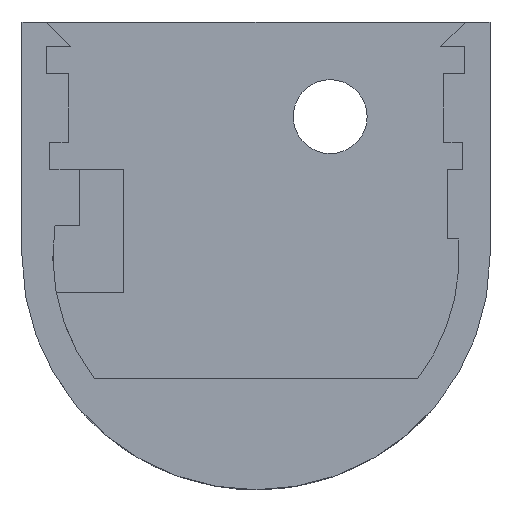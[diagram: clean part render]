
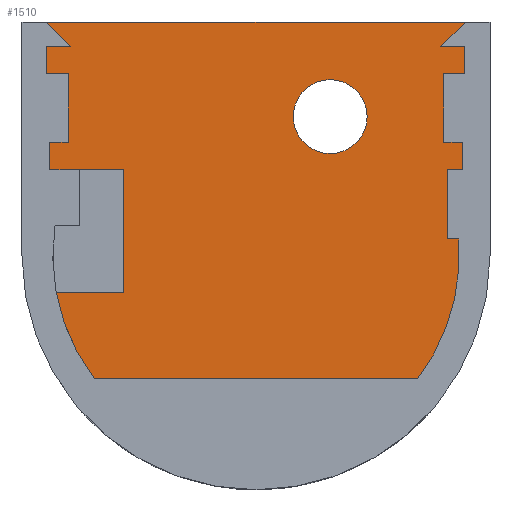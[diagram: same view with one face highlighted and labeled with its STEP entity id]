
A CAD part, front view. The second image highlights one B-rep face of the part: STEP entity #1510.
In plain terms, the highlighted planar face has unit normal (0, -1, 0).
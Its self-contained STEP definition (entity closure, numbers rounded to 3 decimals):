
#157 = VERTEX_POINT('',#158);
#158 = CARTESIAN_POINT('',(33.759,54.,11.966));
#716 = VERTEX_POINT('',#717);
#717 = CARTESIAN_POINT('',(-0.259,54.,11.966));
#723 = EDGE_CURVE('',#157,#716,#724,.T.);
#724 = LINE('',#725,#726);
#725 = CARTESIAN_POINT('',(35.75,54.,11.966));
#726 = VECTOR('',#727,1.);
#727 = DIRECTION('',(-1.,0.,0.));
#829 = VERTEX_POINT('',#830);
#830 = CARTESIAN_POINT('',(0.525,54.,-10.));
#836 = EDGE_CURVE('',#829,#837,#839,.T.);
#837 = VERTEX_POINT('',#838);
#838 = CARTESIAN_POINT('',(3.626,54.,-17.));
#839 = CIRCLE('',#840,16.5);
#840 = AXIS2_PLACEMENT_3D('',#841,#842,#843);
#841 = CARTESIAN_POINT('',(16.75,54.,-7.));
#842 = DIRECTION('',(0.,-1.,0.));
#843 = DIRECTION('',(1.,0.,0.));
#861 = EDGE_CURVE('',#862,#837,#864,.T.);
#862 = VERTEX_POINT('',#863);
#863 = CARTESIAN_POINT('',(29.874,54.,-17.));
#864 = LINE('',#865,#866);
#865 = CARTESIAN_POINT('',(10.504,54.,-17.));
#866 = VECTOR('',#867,1.);
#867 = DIRECTION('',(-1.,0.,0.));
#885 = EDGE_CURVE('',#862,#886,#888,.T.);
#886 = VERTEX_POINT('',#887);
#887 = CARTESIAN_POINT('',(33.194,54.,-5.636));
#888 = CIRCLE('',#889,16.5);
#889 = AXIS2_PLACEMENT_3D('',#890,#891,#892);
#890 = CARTESIAN_POINT('',(16.75,54.,-7.));
#891 = DIRECTION('',(0.,-1.,0.));
#892 = DIRECTION('',(1.,0.,0.));
#910 = VERTEX_POINT('',#911);
#911 = CARTESIAN_POINT('',(32.266,54.,-5.636));
#917 = EDGE_CURVE('',#886,#910,#918,.T.);
#918 = LINE('',#919,#920);
#919 = CARTESIAN_POINT('',(24.824,54.,-5.636));
#920 = VECTOR('',#921,1.);
#921 = DIRECTION('',(-1.,0.,0.));
#934 = VERTEX_POINT('',#935);
#935 = CARTESIAN_POINT('',(32.266,54.,0.));
#941 = EDGE_CURVE('',#910,#934,#942,.T.);
#942 = LINE('',#943,#944);
#943 = CARTESIAN_POINT('',(32.266,54.,-1.375));
#944 = VECTOR('',#945,1.);
#945 = DIRECTION('',(0.,0.,1.));
#958 = VERTEX_POINT('',#959);
#959 = CARTESIAN_POINT('',(33.5,54.,0.));
#965 = EDGE_CURVE('',#934,#958,#966,.T.);
#966 = LINE('',#967,#968);
#967 = CARTESIAN_POINT('',(25.441,54.,0.));
#968 = VECTOR('',#969,1.);
#969 = DIRECTION('',(1.,0.,0.));
#982 = EDGE_CURVE('',#983,#958,#985,.T.);
#983 = VERTEX_POINT('',#984);
#984 = CARTESIAN_POINT('',(33.5,54.,2.2));
#985 = LINE('',#986,#987);
#986 = CARTESIAN_POINT('',(33.5,54.,-1.375));
#987 = VECTOR('',#988,1.);
#988 = DIRECTION('',(0.,0.,-1.));
#1006 = EDGE_CURVE('',#1007,#983,#1009,.T.);
#1007 = VERTEX_POINT('',#1008);
#1008 = CARTESIAN_POINT('',(32.,54.,2.2));
#1009 = LINE('',#1010,#1011);
#1010 = CARTESIAN_POINT('',(25.441,54.,2.2));
#1011 = VECTOR('',#1012,1.);
#1012 = DIRECTION('',(1.,0.,0.));
#1030 = EDGE_CURVE('',#1031,#1007,#1033,.T.);
#1031 = VERTEX_POINT('',#1032);
#1032 = CARTESIAN_POINT('',(32.,54.,7.8));
#1033 = LINE('',#1034,#1035);
#1034 = CARTESIAN_POINT('',(32.,54.,-0.275));
#1035 = VECTOR('',#1036,1.);
#1036 = DIRECTION('',(0.,0.,-1.));
#1054 = EDGE_CURVE('',#1055,#1031,#1057,.T.);
#1055 = VERTEX_POINT('',#1056);
#1056 = CARTESIAN_POINT('',(33.719,54.,7.8));
#1057 = LINE('',#1058,#1059);
#1058 = CARTESIAN_POINT('',(24.691,54.,7.8));
#1059 = VECTOR('',#1060,1.);
#1060 = DIRECTION('',(-1.,0.,0.));
#1078 = EDGE_CURVE('',#1079,#1055,#1081,.T.);
#1079 = VERTEX_POINT('',#1080);
#1080 = CARTESIAN_POINT('',(33.719,54.,10.));
#1081 = LINE('',#1082,#1083);
#1082 = CARTESIAN_POINT('',(33.719,54.,2.525));
#1083 = VECTOR('',#1084,1.);
#1084 = DIRECTION('',(0.,0.,-1.));
#1102 = EDGE_CURVE('',#1103,#1079,#1105,.T.);
#1103 = VERTEX_POINT('',#1104);
#1104 = CARTESIAN_POINT('',(31.73,54.,10.));
#1105 = LINE('',#1106,#1107);
#1106 = CARTESIAN_POINT('',(25.55,54.,10.));
#1107 = VECTOR('',#1108,1.);
#1108 = DIRECTION('',(1.,0.,0.));
#1126 = EDGE_CURVE('',#157,#1103,#1127,.T.);
#1127 = LINE('',#1128,#1129);
#1128 = CARTESIAN_POINT('',(24.845,54.,3.328));
#1129 = VECTOR('',#1130,1.);
#1130 = DIRECTION('',(-0.718,0.,
    -0.696));
#1198 = VERTEX_POINT('',#1199);
#1199 = CARTESIAN_POINT('',(0.,54.,11.707));
#1205 = EDGE_CURVE('',#716,#1198,#1206,.T.);
#1206 = LINE('',#1207,#1208);
#1207 = CARTESIAN_POINT('',(8.813,54.,2.894));
#1208 = VECTOR('',#1209,1.);
#1209 = DIRECTION('',(0.707,0.,-0.707
    ));
#1222 = VERTEX_POINT('',#1223);
#1223 = CARTESIAN_POINT('',(-0.281,54.,10.));
#1229 = EDGE_CURVE('',#1230,#1222,#1232,.T.);
#1230 = VERTEX_POINT('',#1231);
#1231 = CARTESIAN_POINT('',(0.,54.,10.));
#1232 = LINE('',#1233,#1234);
#1233 = CARTESIAN_POINT('',(8.55,54.,10.));
#1234 = VECTOR('',#1235,1.);
#1235 = DIRECTION('',(-1.,0.,0.));
#1262 = VERTEX_POINT('',#1263);
#1263 = CARTESIAN_POINT('',(-0.281,54.,7.8));
#1269 = EDGE_CURVE('',#1222,#1262,#1270,.T.);
#1270 = LINE('',#1271,#1272);
#1271 = CARTESIAN_POINT('',(-0.281,54.,2.525));
#1272 = VECTOR('',#1273,1.);
#1273 = DIRECTION('',(0.,0.,-1.));
#1286 = EDGE_CURVE('',#1287,#1262,#1289,.T.);
#1287 = VERTEX_POINT('',#1288);
#1288 = CARTESIAN_POINT('',(0.,54.,7.8));
#1289 = LINE('',#1290,#1291);
#1290 = CARTESIAN_POINT('',(8.55,54.,7.8));
#1291 = VECTOR('',#1292,1.);
#1292 = DIRECTION('',(-1.,0.,0.));
#1490 = VERTEX_POINT('',#1491);
#1491 = CARTESIAN_POINT('',(19.774,54.,4.3));
#1499 = EDGE_CURVE('',#1490,#1490,#1500,.T.);
#1500 = CIRCLE('',#1501,3.);
#1501 = AXIS2_PLACEMENT_3D('',#1502,#1503,#1504);
#1502 = CARTESIAN_POINT('',(22.774,54.,4.3));
#1503 = DIRECTION('',(0.,1.,0.));
#1504 = DIRECTION('',(-1.,0.,0.));
#1510 = ADVANCED_FACE('',(#1511,#1607),#1610,.F.);
#1511 = FACE_BOUND('',#1512,.F.);
#1512 = EDGE_LOOP('',(#1513,#1514,#1515,#1516,#1517,#1518,#1519,#1520,
    #1521,#1522,#1523,#1524,#1525,#1526,#1527,#1535,#1543,#1551,#1559,
    #1567,#1575,#1583,#1589,#1590,#1591,#1592,#1600,#1606));
#1513 = ORIENTED_EDGE('',*,*,#723,.F.);
#1514 = ORIENTED_EDGE('',*,*,#1126,.T.);
#1515 = ORIENTED_EDGE('',*,*,#1102,.T.);
#1516 = ORIENTED_EDGE('',*,*,#1078,.T.);
#1517 = ORIENTED_EDGE('',*,*,#1054,.T.);
#1518 = ORIENTED_EDGE('',*,*,#1030,.T.);
#1519 = ORIENTED_EDGE('',*,*,#1006,.T.);
#1520 = ORIENTED_EDGE('',*,*,#982,.T.);
#1521 = ORIENTED_EDGE('',*,*,#965,.F.);
#1522 = ORIENTED_EDGE('',*,*,#941,.F.);
#1523 = ORIENTED_EDGE('',*,*,#917,.F.);
#1524 = ORIENTED_EDGE('',*,*,#885,.F.);
#1525 = ORIENTED_EDGE('',*,*,#861,.T.);
#1526 = ORIENTED_EDGE('',*,*,#836,.F.);
#1527 = ORIENTED_EDGE('',*,*,#1528,.T.);
#1528 = EDGE_CURVE('',#829,#1529,#1531,.T.);
#1529 = VERTEX_POINT('',#1530);
#1530 = CARTESIAN_POINT('',(6.,54.,-10.));
#1531 = LINE('',#1532,#1533);
#1532 = CARTESIAN_POINT('',(0.,54.,-10.));
#1533 = VECTOR('',#1534,1.);
#1534 = DIRECTION('',(1.,0.,0.));
#1535 = ORIENTED_EDGE('',*,*,#1536,.F.);
#1536 = EDGE_CURVE('',#1537,#1529,#1539,.T.);
#1537 = VERTEX_POINT('',#1538);
#1538 = CARTESIAN_POINT('',(6.,54.,0.));
#1539 = LINE('',#1540,#1541);
#1540 = CARTESIAN_POINT('',(6.,54.,0.));
#1541 = VECTOR('',#1542,1.);
#1542 = DIRECTION('',(-0.,-0.,-1.));
#1543 = ORIENTED_EDGE('',*,*,#1544,.F.);
#1544 = EDGE_CURVE('',#1545,#1537,#1547,.T.);
#1545 = VERTEX_POINT('',#1546);
#1546 = CARTESIAN_POINT('',(2.43,54.,0.));
#1547 = LINE('',#1548,#1549);
#1548 = CARTESIAN_POINT('',(0.,54.,0.));
#1549 = VECTOR('',#1550,1.);
#1550 = DIRECTION('',(1.,0.,0.));
#1551 = ORIENTED_EDGE('',*,*,#1552,.F.);
#1552 = EDGE_CURVE('',#1553,#1545,#1555,.T.);
#1553 = VERTEX_POINT('',#1554);
#1554 = CARTESIAN_POINT('',(0.,54.,0.));
#1555 = LINE('',#1556,#1557);
#1556 = CARTESIAN_POINT('',(0.,54.,0.));
#1557 = VECTOR('',#1558,1.);
#1558 = DIRECTION('',(1.,0.,0.));
#1559 = ORIENTED_EDGE('',*,*,#1560,.T.);
#1560 = EDGE_CURVE('',#1553,#1561,#1563,.T.);
#1561 = VERTEX_POINT('',#1562);
#1562 = CARTESIAN_POINT('',(0.,54.,2.2));
#1563 = LINE('',#1564,#1565);
#1564 = CARTESIAN_POINT('',(0.,54.,0.));
#1565 = VECTOR('',#1566,1.);
#1566 = DIRECTION('',(0.,0.,1.));
#1567 = ORIENTED_EDGE('',*,*,#1568,.T.);
#1568 = EDGE_CURVE('',#1561,#1569,#1571,.T.);
#1569 = VERTEX_POINT('',#1570);
#1570 = CARTESIAN_POINT('',(1.5,54.,2.2));
#1571 = LINE('',#1572,#1573);
#1572 = CARTESIAN_POINT('',(0.,54.,2.2));
#1573 = VECTOR('',#1574,1.);
#1574 = DIRECTION('',(1.,0.,0.));
#1575 = ORIENTED_EDGE('',*,*,#1576,.T.);
#1576 = EDGE_CURVE('',#1569,#1577,#1579,.T.);
#1577 = VERTEX_POINT('',#1578);
#1578 = CARTESIAN_POINT('',(1.5,54.,7.8));
#1579 = LINE('',#1580,#1581);
#1580 = CARTESIAN_POINT('',(1.5,54.,1.1));
#1581 = VECTOR('',#1582,1.);
#1582 = DIRECTION('',(0.,0.,1.));
#1583 = ORIENTED_EDGE('',*,*,#1584,.F.);
#1584 = EDGE_CURVE('',#1287,#1577,#1585,.T.);
#1585 = LINE('',#1586,#1587);
#1586 = CARTESIAN_POINT('',(-0.141,54.,7.8));
#1587 = VECTOR('',#1588,1.);
#1588 = DIRECTION('',(1.,0.,0.));
#1589 = ORIENTED_EDGE('',*,*,#1286,.T.);
#1590 = ORIENTED_EDGE('',*,*,#1269,.F.);
#1591 = ORIENTED_EDGE('',*,*,#1229,.F.);
#1592 = ORIENTED_EDGE('',*,*,#1593,.T.);
#1593 = EDGE_CURVE('',#1230,#1594,#1596,.T.);
#1594 = VERTEX_POINT('',#1595);
#1595 = CARTESIAN_POINT('',(1.707,54.,10.));
#1596 = LINE('',#1597,#1598);
#1597 = CARTESIAN_POINT('',(-0.141,54.,10.));
#1598 = VECTOR('',#1599,1.);
#1599 = DIRECTION('',(1.,0.,0.));
#1600 = ORIENTED_EDGE('',*,*,#1601,.T.);
#1601 = EDGE_CURVE('',#1594,#1198,#1602,.T.);
#1602 = LINE('',#1603,#1604);
#1603 = CARTESIAN_POINT('',(3.78,54.,7.927));
#1604 = VECTOR('',#1605,1.);
#1605 = DIRECTION('',(-0.707,0.,0.707));
#1606 = ORIENTED_EDGE('',*,*,#1205,.F.);
#1607 = FACE_BOUND('',#1608,.F.);
#1608 = EDGE_LOOP('',(#1609));
#1609 = ORIENTED_EDGE('',*,*,#1499,.F.);
#1610 = PLANE('',#1611);
#1611 = AXIS2_PLACEMENT_3D('',#1612,#1613,#1614);
#1612 = CARTESIAN_POINT('',(17.382,54.,-2.749));
#1613 = DIRECTION('',(0.,1.,0.));
#1614 = DIRECTION('',(0.,0.,1.));
